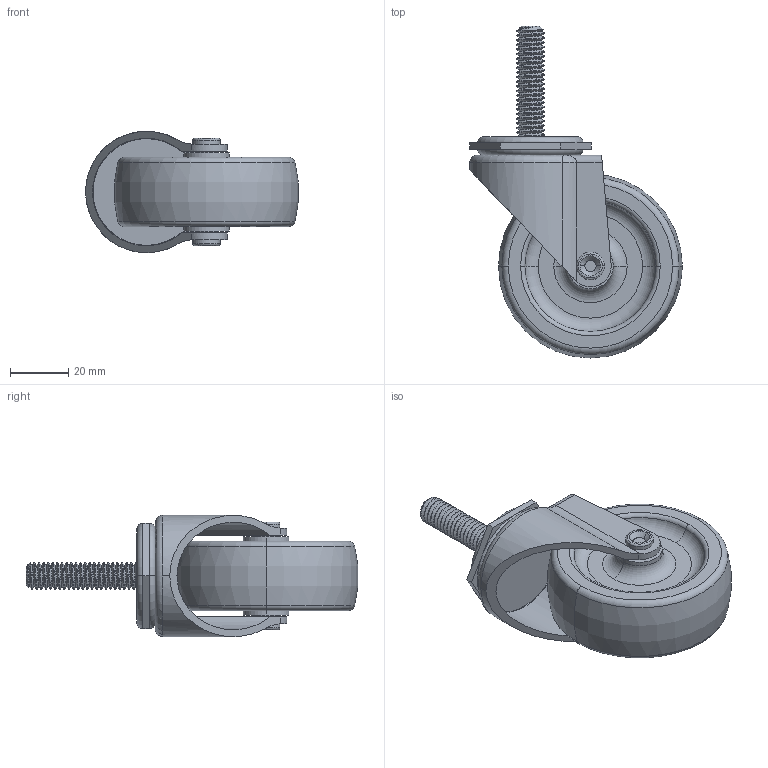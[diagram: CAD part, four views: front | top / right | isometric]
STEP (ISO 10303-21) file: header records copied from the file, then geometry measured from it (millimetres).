
FILE_DESCRIPTION (( 'STEP AP203' ), '1' );
FILE_NAME ('2834T19.step', '2012-09-25T20:46:54', ( 'jim' ), ( '' ), 'SwSTEP 2.0', 'SolidWorks 2009', '' );
FILE_SCHEMA (( 'CONFIG_CONTROL_DESIGN' ));
Length unit declared in the file: inch
Products named in the file (1): 2834T19
Bounding box: 73.13 x 114.16 x 41.74 mm (x, y, z)
Volume: 80683 mm3; surface area: 24012.3 mm2
Topology: 2 solids, 2 shells, 154 faces, 377 edges, 237 vertices
Faces by surface type: cylinder 71, plane 41, torus 30, cone 6, bspline 6
Entity records: 13572 total; most frequent: CARTESIAN_POINT 10134, ORIENTED_EDGE 750, DIRECTION 680, EDGE_CURVE 375, AXIS2_PLACEMENT_3D 277, VERTEX_POINT 237, EDGE_LOOP 168, FACE_OUTER_BOUND 154
